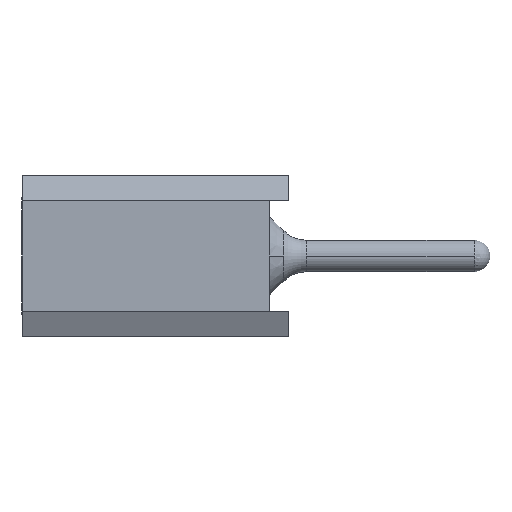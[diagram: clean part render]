
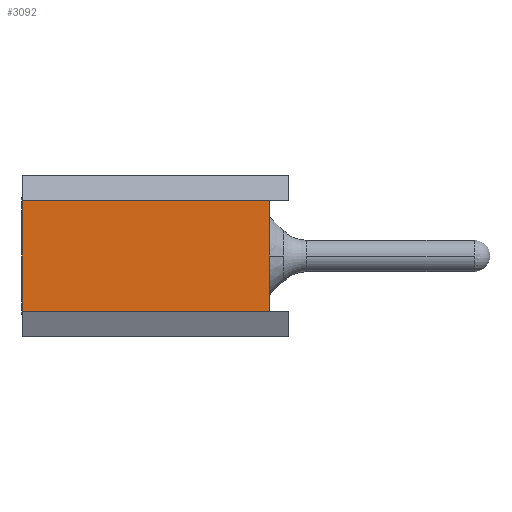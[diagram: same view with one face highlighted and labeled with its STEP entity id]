
A CAD part, left-side view. The second image highlights one B-rep face of the part: STEP entity #3092.
In plain terms, the highlighted planar face has unit normal (-1, 0, 0).
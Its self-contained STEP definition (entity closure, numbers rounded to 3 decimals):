
#3092=ADVANCED_FACE('',(#7454),#7455,.T.);
#3328=EDGE_CURVE('',#5810,#4224,#7728,.T.);
#3536=VERTEX_POINT('',#7960);
#3554=EDGE_CURVE('',#4454,#3536,#7981,.T.);
#4224=VERTEX_POINT('',#8737);
#4454=VERTEX_POINT('',#8995);
#4954=EDGE_CURVE('',#3536,#5810,#9552,.T.);
#5176=EDGE_CURVE('',#4454,#4224,#9793,.T.);
#5810=VERTEX_POINT('',#10500);
#7454=FACE_OUTER_BOUND('',#12559,.T.);
#7455=PLANE('',#12560);
#7728=LINE('',#12930,#12931);
#7960=CARTESIAN_POINT('',(-12.7,0.3,0.87));
#7981=LINE('',#13265,#13266);
#8737=CARTESIAN_POINT('',(-12.7,4.2,-0.87));
#8995=CARTESIAN_POINT('',(-12.7,0.3,-0.87));
#9552=LINE('',#15388,#15389);
#9793=LINE('',#15716,#15717);
#10500=CARTESIAN_POINT('',(-12.7,4.2,0.87));
#12559=EDGE_LOOP('',(#18758,#18759,#18760,#18761));
#12560=AXIS2_PLACEMENT_3D('',#18762,#18763,#18764);
#12930=CARTESIAN_POINT('',(-12.7,4.2,0.87));
#12931=VECTOR('',#19116,1.0);
#13265=CARTESIAN_POINT('',(-12.7,0.3,0.435));
#13266=VECTOR('',#19425,1.0);
#15388=CARTESIAN_POINT('',(-12.7,0.,0.87));
#15389=VECTOR('',#21466,1.0);
#15716=CARTESIAN_POINT('',(-12.7,0.,-0.87));
#15717=VECTOR('',#21697,1.0);
#18758=ORIENTED_EDGE('',*,*,#3554,.T.);
#18759=ORIENTED_EDGE('',*,*,#4954,.T.);
#18760=ORIENTED_EDGE('',*,*,#3328,.T.);
#18761=ORIENTED_EDGE('',*,*,#5176,.F.);
#18762=CARTESIAN_POINT('',(-12.7,0.,0.87));
#18763=DIRECTION('',(-1.0,0.0,0.0));
#18764=DIRECTION('',(0.0,0.0,1.0));
#19116=DIRECTION('',(0.0,0.,-1.0));
#19425=DIRECTION('',(0.0,0.0,1.0));
#21466=DIRECTION('',(0.0,1.0,0.));
#21697=DIRECTION('',(0.0,1.0,0.));
